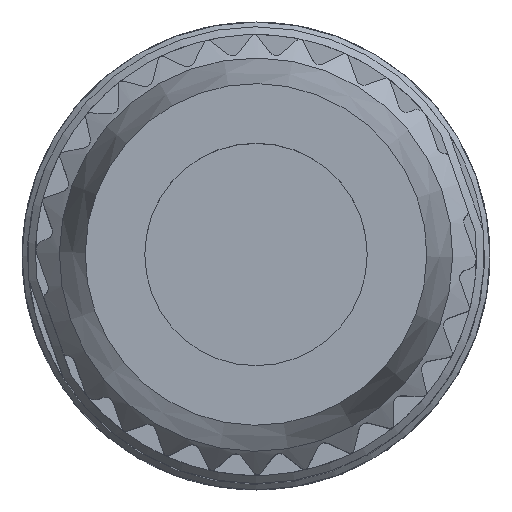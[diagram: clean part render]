
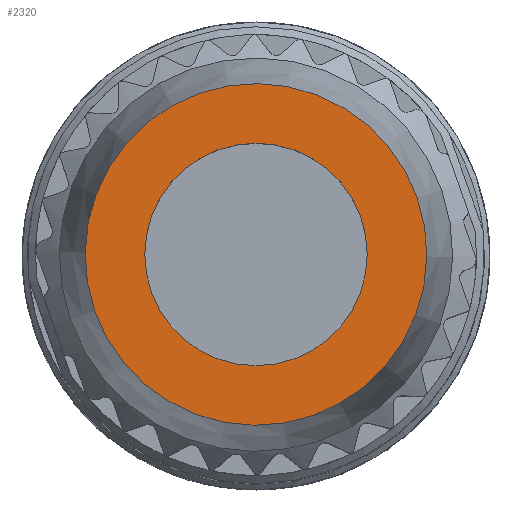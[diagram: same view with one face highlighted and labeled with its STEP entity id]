
A CAD part, top view. The second image highlights one B-rep face of the part: STEP entity #2320.
In plain terms, the highlighted planar face has unit normal (0, 0, 1).
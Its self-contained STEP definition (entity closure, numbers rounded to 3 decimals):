
#353=PLANE('',#8999);
#2320=ADVANCED_FACE('',(#2936,#2937),#353,.T.);
#2936=FACE_BOUND('',#3062,.T.);
#2937=FACE_BOUND('',#3063,.T.);
#3062=EDGE_LOOP('',(#3835));
#3063=EDGE_LOOP('',(#3836));
#3835=ORIENTED_EDGE('',*,*,#7221,.F.);
#3836=ORIENTED_EDGE('',*,*,#7222,.F.);
#6314=VERTEX_POINT('',#12715);
#6315=VERTEX_POINT('',#12717);
#7221=EDGE_CURVE('',#6314,#6314,#8462,.T.);
#7222=EDGE_CURVE('',#6315,#6315,#8463,.T.);
#8462=CIRCLE('',#8997,2.8);
#8463=CIRCLE('',#8998,4.3);
#8997=AXIS2_PLACEMENT_3D('',#12714,#10255,#10256);
#8998=AXIS2_PLACEMENT_3D('',#12716,#10257,#10258);
#8999=AXIS2_PLACEMENT_3D('',#12718,#10259,#10260);
#10255=DIRECTION('',(0.,0.,1.));
#10256=DIRECTION('',(1.,0.,0.));
#10257=DIRECTION('',(0.,0.,-1.));
#10258=DIRECTION('',(0.944,0.331,0.));
#10259=DIRECTION('',(0.,0.,1.));
#10260=DIRECTION('',(-0.331,0.944,0.));
#12714=CARTESIAN_POINT('',(101.422,-57.925,10.7));
#12715=CARTESIAN_POINT('',(104.222,-57.925,10.7));
#12716=CARTESIAN_POINT('',(101.422,-57.925,10.7));
#12717=CARTESIAN_POINT('',(105.479,-56.5,10.7));
#12718=CARTESIAN_POINT('',(95.392,-55.029,10.7));
